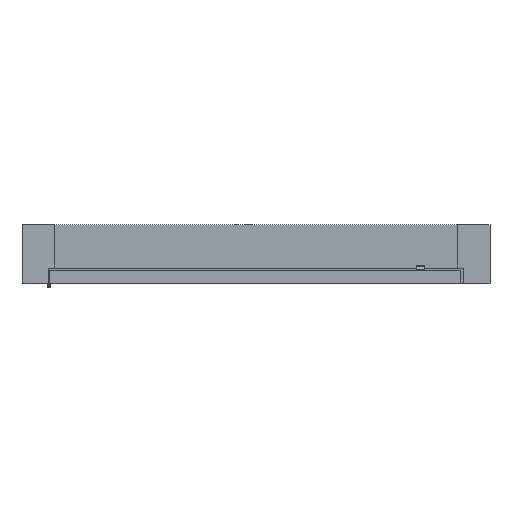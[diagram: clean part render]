
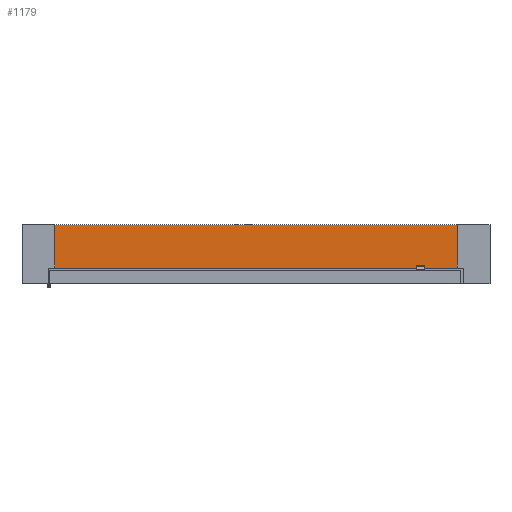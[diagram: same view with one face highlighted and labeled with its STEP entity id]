
A CAD part, front view. The second image highlights one B-rep face of the part: STEP entity #1179.
In plain terms, the highlighted free-form (B-spline) face has degree [1, 1] with [2, 2] control points.
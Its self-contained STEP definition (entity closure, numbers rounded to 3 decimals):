
#1047 = VERTEX_POINT('',#1048);
#1048 = CARTESIAN_POINT('',(590.952,2647.464,0.));
#1053 = EDGE_CURVE('',#1054,#1047,#1056,.T.);
#1054 = VERTEX_POINT('',#1055);
#1055 = CARTESIAN_POINT('',(-607.836,2647.464,0.));
#1056 = B_SPLINE_CURVE_WITH_KNOTS('',1,(#1057,#1058),.UNSPECIFIED.,.F.,
  .F.,(2,2),(0.,901.7),.PIECEWISE_BEZIER_KNOTS.);
#1057 = CARTESIAN_POINT('',(-607.836,2647.464,0.));
#1058 = CARTESIAN_POINT('',(590.952,2647.464,0.));
#1162 = EDGE_CURVE('',#1054,#1163,#1165,.T.);
#1163 = VERTEX_POINT('',#1164);
#1164 = CARTESIAN_POINT('',(-607.836,2647.464,
    -151.959));
#1165 = B_SPLINE_CURVE_WITH_KNOTS('',1,(#1166,#1167),.UNSPECIFIED.,.F.,
  .F.,(2,2),(0.,114.3),.PIECEWISE_BEZIER_KNOTS.);
#1166 = CARTESIAN_POINT('',(-607.836,2647.464,0.));
#1167 = CARTESIAN_POINT('',(-607.836,2647.464,
    -151.959));
#1179 = ADVANCED_FACE('',(#1180,#1224,#1254),#1284,.T.);
#1180 = FACE_BOUND('',#1181,.F.);
#1181 = EDGE_LOOP('',(#1182,#1191,#1198,#1203,#1204,#1205,#1212,#1219));
#1182 = ORIENTED_EDGE('',*,*,#1183,.F.);
#1183 = EDGE_CURVE('',#1184,#1186,#1188,.T.);
#1184 = VERTEX_POINT('',#1185);
#1185 = CARTESIAN_POINT('',(-540.299,2647.464,
    -111.437));
#1186 = VERTEX_POINT('',#1187);
#1187 = CARTESIAN_POINT('',(523.414,2647.464,
    -111.437));
#1188 = B_SPLINE_CURVE_WITH_KNOTS('',1,(#1189,#1190),.UNSPECIFIED.,.F.,
  .F.,(2,2),(0.,800.1),.PIECEWISE_BEZIER_KNOTS.);
#1189 = CARTESIAN_POINT('',(-540.299,2647.464,
    -111.437));
#1190 = CARTESIAN_POINT('',(523.414,2647.464,
    -111.437));
#1191 = ORIENTED_EDGE('',*,*,#1192,.F.);
#1192 = EDGE_CURVE('',#1193,#1184,#1195,.T.);
#1193 = VERTEX_POINT('',#1194);
#1194 = CARTESIAN_POINT('',(-540.299,2647.464,
    -151.959));
#1195 = B_SPLINE_CURVE_WITH_KNOTS('',1,(#1196,#1197),.UNSPECIFIED.,.F.,
  .F.,(2,2),(0.,30.48),.PIECEWISE_BEZIER_KNOTS.);
#1196 = CARTESIAN_POINT('',(-540.299,2647.464,
    -151.959));
#1197 = CARTESIAN_POINT('',(-540.299,2647.464,
    -111.437));
#1198 = ORIENTED_EDGE('',*,*,#1199,.F.);
#1199 = EDGE_CURVE('',#1163,#1193,#1200,.T.);
#1200 = B_SPLINE_CURVE_WITH_KNOTS('',1,(#1201,#1202),.UNSPECIFIED.,.F.,
  .F.,(2,2),(0.,50.8),.PIECEWISE_BEZIER_KNOTS.);
#1201 = CARTESIAN_POINT('',(-607.836,2647.464,
    -151.959));
#1202 = CARTESIAN_POINT('',(-540.299,2647.464,
    -151.959));
#1203 = ORIENTED_EDGE('',*,*,#1162,.F.);
#1204 = ORIENTED_EDGE('',*,*,#1053,.T.);
#1205 = ORIENTED_EDGE('',*,*,#1206,.T.);
#1206 = EDGE_CURVE('',#1047,#1207,#1209,.T.);
#1207 = VERTEX_POINT('',#1208);
#1208 = CARTESIAN_POINT('',(590.952,2647.464,
    -151.959));
#1209 = B_SPLINE_CURVE_WITH_KNOTS('',1,(#1210,#1211),.UNSPECIFIED.,.F.,
  .F.,(2,2),(0.,114.3),.PIECEWISE_BEZIER_KNOTS.);
#1210 = CARTESIAN_POINT('',(590.952,2647.464,0.));
#1211 = CARTESIAN_POINT('',(590.952,2647.464,
    -151.959));
#1212 = ORIENTED_EDGE('',*,*,#1213,.F.);
#1213 = EDGE_CURVE('',#1214,#1207,#1216,.T.);
#1214 = VERTEX_POINT('',#1215);
#1215 = CARTESIAN_POINT('',(523.414,2647.464,
    -151.959));
#1216 = B_SPLINE_CURVE_WITH_KNOTS('',1,(#1217,#1218),.UNSPECIFIED.,.F.,
  .F.,(2,2),(0.,50.8),.PIECEWISE_BEZIER_KNOTS.);
#1217 = CARTESIAN_POINT('',(523.414,2647.464,
    -151.959));
#1218 = CARTESIAN_POINT('',(590.952,2647.464,
    -151.959));
#1219 = ORIENTED_EDGE('',*,*,#1220,.F.);
#1220 = EDGE_CURVE('',#1186,#1214,#1221,.T.);
#1221 = B_SPLINE_CURVE_WITH_KNOTS('',1,(#1222,#1223),.UNSPECIFIED.,.F.,
  .F.,(2,2),(0.,30.48),.PIECEWISE_BEZIER_KNOTS.);
#1222 = CARTESIAN_POINT('',(523.414,2647.464,
    -111.437));
#1223 = CARTESIAN_POINT('',(523.414,2647.464,
    -151.959));
#1224 = FACE_BOUND('',#1225,.F.);
#1225 = EDGE_LOOP('',(#1226,#1235,#1242,#1249));
#1226 = ORIENTED_EDGE('',*,*,#1227,.F.);
#1227 = EDGE_CURVE('',#1228,#1230,#1232,.T.);
#1228 = VERTEX_POINT('',#1229);
#1229 = CARTESIAN_POINT('',(565.625,2647.464,
    -50.653));
#1230 = VERTEX_POINT('',#1231);
#1231 = CARTESIAN_POINT('',(565.625,2647.464,
    -101.306));
#1232 = B_SPLINE_CURVE_WITH_KNOTS('',1,(#1233,#1234),.UNSPECIFIED.,.F.,
  .F.,(2,2),(0.,38.1),.PIECEWISE_BEZIER_KNOTS.);
#1233 = CARTESIAN_POINT('',(565.625,2647.464,
    -50.653));
#1234 = CARTESIAN_POINT('',(565.625,2647.464,
    -101.306));
#1235 = ORIENTED_EDGE('',*,*,#1236,.F.);
#1236 = EDGE_CURVE('',#1237,#1228,#1239,.T.);
#1237 = VERTEX_POINT('',#1238);
#1238 = CARTESIAN_POINT('',(531.857,2647.464,
    -50.653));
#1239 = B_SPLINE_CURVE_WITH_KNOTS('',1,(#1240,#1241),.UNSPECIFIED.,.F.,
  .F.,(2,2),(0.,25.4),.PIECEWISE_BEZIER_KNOTS.);
#1240 = CARTESIAN_POINT('',(531.857,2647.464,
    -50.653));
#1241 = CARTESIAN_POINT('',(565.625,2647.464,
    -50.653));
#1242 = ORIENTED_EDGE('',*,*,#1243,.F.);
#1243 = EDGE_CURVE('',#1244,#1237,#1246,.T.);
#1244 = VERTEX_POINT('',#1245);
#1245 = CARTESIAN_POINT('',(531.857,2647.464,
    -101.306));
#1246 = B_SPLINE_CURVE_WITH_KNOTS('',1,(#1247,#1248),.UNSPECIFIED.,.F.,
  .F.,(2,2),(0.,38.1),.PIECEWISE_BEZIER_KNOTS.);
#1247 = CARTESIAN_POINT('',(531.857,2647.464,
    -101.306));
#1248 = CARTESIAN_POINT('',(531.857,2647.464,
    -50.653));
#1249 = ORIENTED_EDGE('',*,*,#1250,.F.);
#1250 = EDGE_CURVE('',#1230,#1244,#1251,.T.);
#1251 = B_SPLINE_CURVE_WITH_KNOTS('',1,(#1252,#1253),.UNSPECIFIED.,.F.,
  .F.,(2,2),(0.,25.4),.PIECEWISE_BEZIER_KNOTS.);
#1252 = CARTESIAN_POINT('',(565.625,2647.464,
    -101.306));
#1253 = CARTESIAN_POINT('',(531.857,2647.464,
    -101.306));
#1254 = FACE_BOUND('',#1255,.F.);
#1255 = EDGE_LOOP('',(#1256,#1265,#1272,#1279));
#1256 = ORIENTED_EDGE('',*,*,#1257,.T.);
#1257 = EDGE_CURVE('',#1258,#1260,#1262,.T.);
#1258 = VERTEX_POINT('',#1259);
#1259 = CARTESIAN_POINT('',(-582.51,2647.464,
    -50.653));
#1260 = VERTEX_POINT('',#1261);
#1261 = CARTESIAN_POINT('',(-582.51,2647.464,
    -101.306));
#1262 = B_SPLINE_CURVE_WITH_KNOTS('',1,(#1263,#1264),.UNSPECIFIED.,.F.,
  .F.,(2,2),(0.,38.1),.PIECEWISE_BEZIER_KNOTS.);
#1263 = CARTESIAN_POINT('',(-582.51,2647.464,
    -50.653));
#1264 = CARTESIAN_POINT('',(-582.51,2647.464,
    -101.306));
#1265 = ORIENTED_EDGE('',*,*,#1266,.T.);
#1266 = EDGE_CURVE('',#1260,#1267,#1269,.T.);
#1267 = VERTEX_POINT('',#1268);
#1268 = CARTESIAN_POINT('',(-548.741,2647.464,
    -101.306));
#1269 = B_SPLINE_CURVE_WITH_KNOTS('',1,(#1270,#1271),.UNSPECIFIED.,.F.,
  .F.,(2,2),(0.,25.4),.PIECEWISE_BEZIER_KNOTS.);
#1270 = CARTESIAN_POINT('',(-582.51,2647.464,
    -101.306));
#1271 = CARTESIAN_POINT('',(-548.741,2647.464,
    -101.306));
#1272 = ORIENTED_EDGE('',*,*,#1273,.T.);
#1273 = EDGE_CURVE('',#1267,#1274,#1276,.T.);
#1274 = VERTEX_POINT('',#1275);
#1275 = CARTESIAN_POINT('',(-548.741,2647.464,
    -50.653));
#1276 = B_SPLINE_CURVE_WITH_KNOTS('',1,(#1277,#1278),.UNSPECIFIED.,.F.,
  .F.,(2,2),(0.,38.1),.PIECEWISE_BEZIER_KNOTS.);
#1277 = CARTESIAN_POINT('',(-548.741,2647.464,
    -101.306));
#1278 = CARTESIAN_POINT('',(-548.741,2647.464,
    -50.653));
#1279 = ORIENTED_EDGE('',*,*,#1280,.T.);
#1280 = EDGE_CURVE('',#1274,#1258,#1281,.T.);
#1281 = B_SPLINE_CURVE_WITH_KNOTS('',1,(#1282,#1283),.UNSPECIFIED.,.F.,
  .F.,(2,2),(0.,25.4),.PIECEWISE_BEZIER_KNOTS.);
#1282 = CARTESIAN_POINT('',(-548.741,2647.464,
    -50.653));
#1283 = CARTESIAN_POINT('',(-582.51,2647.464,
    -50.653));
#1284 = B_SPLINE_SURFACE_WITH_KNOTS('',1,1,(
    (#1285,#1286)
    ,(#1287,#1288
    )),.UNSPECIFIED.,.F.,.F.,.F.,(2,2),(2,2),(0.,901.7),(-114.3,0.),
  .PIECEWISE_BEZIER_KNOTS.);
#1285 = CARTESIAN_POINT('',(-607.836,2647.464,
    -151.959));
#1286 = CARTESIAN_POINT('',(-607.836,2647.464,0.));
#1287 = CARTESIAN_POINT('',(590.952,2647.464,
    -151.959));
#1288 = CARTESIAN_POINT('',(590.952,2647.464,0.));
